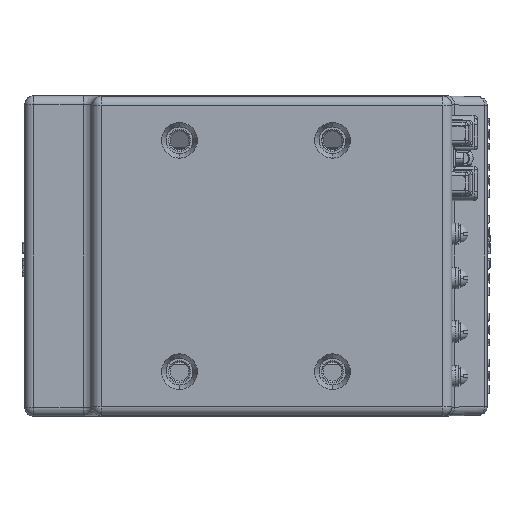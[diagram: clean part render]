
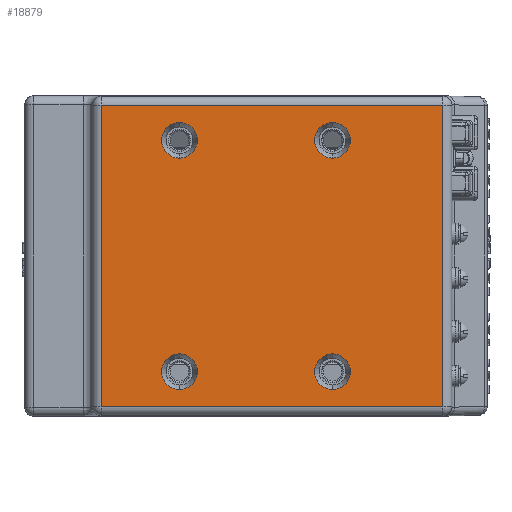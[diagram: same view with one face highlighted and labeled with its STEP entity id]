
A CAD part, front view. The second image highlights one B-rep face of the part: STEP entity #18879.
In plain terms, the highlighted planar face has unit normal (0, -1, 0).
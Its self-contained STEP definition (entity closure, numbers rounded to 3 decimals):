
#5262 = PLANE ( 'NONE',  #81833 ) ;
#5263 = CARTESIAN_POINT ( 'NONE',  ( 130., 0., -217.647 ) ) ;
#5267 = DIRECTION ( 'NONE',  ( 0., 1., 0. ) ) ;
#5268 = DIRECTION ( 'NONE',  ( 0., 0., 1. ) ) ;
#17400 = CIRCLE ( 'NONE', #21624, 10. ) ;
#17426 = CIRCLE ( 'NONE', #21628, 10. ) ;
#17510 = CIRCLE ( 'NONE', #21642, 10. ) ;
#17517 = CIRCLE ( 'NONE', #21640, 10. ) ;
#17646 = LINE ( 'NONE', #22621, #17652 ) ;
#17652 = VECTOR ( 'NONE', #22622, 1000. ) ;
#17664 = LINE ( 'NONE', #22615, #17671 ) ;
#17671 = VECTOR ( 'NONE', #22616, 1000. ) ;
#17737 = LINE ( 'NONE', #22690, #17743 ) ;
#17743 = VECTOR ( 'NONE', #22691, 1000. ) ;
#17761 = CIRCLE ( 'NONE', #21694, 10. ) ;
#17767 = LINE ( 'NONE', #22721, #17778 ) ;
#17776 = CIRCLE ( 'NONE', #21698, 10. ) ;
#17778 = VECTOR ( 'NONE', #22722, 1000. ) ;
#17780 = CIRCLE ( 'NONE', #21699, 10. ) ;
#17796 = CIRCLE ( 'NONE', #21700, 10. ) ;
#18879 = ADVANCED_FACE ( 'NONE', ( #101386, #101389, #101391, #101393, #101383 ), #5262, .F. ) ;
#21624 = AXIS2_PLACEMENT_3D ( 'NONE', #22239, #22240, #22241 ) ;
#21628 = AXIS2_PLACEMENT_3D ( 'NONE', #22260, #22261, #22262 ) ;
#21640 = AXIS2_PLACEMENT_3D ( 'NONE', #22351, #22352, #22353 ) ;
#21642 = AXIS2_PLACEMENT_3D ( 'NONE', #22339, #22346, #22347 ) ;
#21694 = AXIS2_PLACEMENT_3D ( 'NONE', #22692, #22699, #22700 ) ;
#21698 = AXIS2_PLACEMENT_3D ( 'NONE', #22704, #22711, #22712 ) ;
#21699 = AXIS2_PLACEMENT_3D ( 'NONE', #22707, #22714, #22715 ) ;
#21700 = AXIS2_PLACEMENT_3D ( 'NONE', #22713, #22725, #22726 ) ;
#22239 = CARTESIAN_POINT ( 'NONE',  ( -43., 0., 65. ) ) ;
#22240 = DIRECTION ( 'NONE',  ( 0., -1., 0. ) ) ;
#22241 = DIRECTION ( 'NONE',  ( 0., 0., -1. ) ) ;
#22260 = CARTESIAN_POINT ( 'NONE',  ( -43., 0., -65. ) ) ;
#22261 = DIRECTION ( 'NONE',  ( 0., -1., 0. ) ) ;
#22262 = DIRECTION ( 'NONE',  ( 0., 0., -1. ) ) ;
#22339 = CARTESIAN_POINT ( 'NONE',  ( 43., 0., 65. ) ) ;
#22346 = DIRECTION ( 'NONE',  ( 0., -1., 0. ) ) ;
#22347 = DIRECTION ( 'NONE',  ( 0., 0., -1. ) ) ;
#22351 = CARTESIAN_POINT ( 'NONE',  ( 43., 0., -65. ) ) ;
#22352 = DIRECTION ( 'NONE',  ( 0., -1., 0. ) ) ;
#22353 = DIRECTION ( 'NONE',  ( 0., 0., -1. ) ) ;
#22615 = CARTESIAN_POINT ( 'NONE',  ( 105., 0., -217.647 ) ) ;
#22616 = DIRECTION ( 'NONE',  ( 0., 0., 1. ) ) ;
#22621 = CARTESIAN_POINT ( 'NONE',  ( 130., 0., -84.736 ) ) ;
#22622 = DIRECTION ( 'NONE',  ( 1., 0., 0. ) ) ;
#22690 = CARTESIAN_POINT ( 'NONE',  ( -87., 0., -217.647 ) ) ;
#22691 = DIRECTION ( 'NONE',  ( 0., 0., -1. ) ) ;
#22692 = CARTESIAN_POINT ( 'NONE',  ( -43., 0., -65. ) ) ;
#22699 = DIRECTION ( 'NONE',  ( 0., -1., 0. ) ) ;
#22700 = DIRECTION ( 'NONE',  ( 0., 0., -1. ) ) ;
#22704 = CARTESIAN_POINT ( 'NONE',  ( -43., 0., 65. ) ) ;
#22707 = CARTESIAN_POINT ( 'NONE',  ( 43., 0., 65. ) ) ;
#22711 = DIRECTION ( 'NONE',  ( 0., -1., 0. ) ) ;
#22712 = DIRECTION ( 'NONE',  ( 0., 0., -1. ) ) ;
#22713 = CARTESIAN_POINT ( 'NONE',  ( 43., 0., -65. ) ) ;
#22714 = DIRECTION ( 'NONE',  ( 0., -1., 0. ) ) ;
#22715 = DIRECTION ( 'NONE',  ( 0., 0., -1. ) ) ;
#22721 = CARTESIAN_POINT ( 'NONE',  ( -92., 0., 84.736 ) ) ;
#22722 = DIRECTION ( 'NONE',  ( -1., 0., 0. ) ) ;
#22725 = DIRECTION ( 'NONE',  ( 0., -1., 0. ) ) ;
#22726 = DIRECTION ( 'NONE',  ( 0., 0., -1. ) ) ;
#23250 = CARTESIAN_POINT ( 'NONE',  ( 105., 0., -84.736 ) ) ;
#23253 = CARTESIAN_POINT ( 'NONE',  ( -87., 0., -84.736 ) ) ;
#23261 = CARTESIAN_POINT ( 'NONE',  ( -87., 0., 84.736 ) ) ;
#23280 = CARTESIAN_POINT ( 'NONE',  ( 43., 0., -55. ) ) ;
#23281 = CARTESIAN_POINT ( 'NONE',  ( 43., 0., -75. ) ) ;
#23288 = CARTESIAN_POINT ( 'NONE',  ( 43., 0., 75. ) ) ;
#23289 = CARTESIAN_POINT ( 'NONE',  ( 43., 0., 55. ) ) ;
#23292 = CARTESIAN_POINT ( 'NONE',  ( -43., 0., 75. ) ) ;
#23293 = CARTESIAN_POINT ( 'NONE',  ( -43., 0., 55. ) ) ;
#23300 = CARTESIAN_POINT ( 'NONE',  ( -43., 0., -55. ) ) ;
#23301 = CARTESIAN_POINT ( 'NONE',  ( -43., 0., -75. ) ) ;
#23476 = CARTESIAN_POINT ( 'NONE',  ( 105., 0., 84.736 ) ) ;
#58528 = EDGE_CURVE ( 'NONE', #63630, #63632, #17400, .T. ) ;
#58536 = EDGE_CURVE ( 'NONE', #63645, #63647, #17426, .T. ) ;
#58564 = EDGE_CURVE ( 'NONE', #63622, #63624, #17510, .T. ) ;
#58566 = EDGE_CURVE ( 'NONE', #63606, #63608, #17517, .T. ) ;
#58628 = EDGE_CURVE ( 'NONE', #63547, #63916, #17664, .T. ) ;
#58630 = EDGE_CURVE ( 'NONE', #63552, #63547, #17646, .T. ) ;
#58654 = EDGE_CURVE ( 'NONE', #63568, #63552, #17737, .T. ) ;
#58657 = EDGE_CURVE ( 'NONE', #63647, #63645, #17761, .T. ) ;
#58661 = EDGE_CURVE ( 'NONE', #63632, #63630, #17776, .T. ) ;
#58662 = EDGE_CURVE ( 'NONE', #63624, #63622, #17780, .T. ) ;
#58665 = EDGE_CURVE ( 'NONE', #63916, #63568, #17767, .T. ) ;
#58667 = EDGE_CURVE ( 'NONE', #63608, #63606, #17796, .T. ) ;
#61724 = EDGE_LOOP ( 'NONE', ( #70869, #70870 ) ) ;
#61730 = EDGE_LOOP ( 'NONE', ( #70875, #70876 ) ) ;
#61733 = EDGE_LOOP ( 'NONE', ( #70873, #70874 ) ) ;
#61736 = EDGE_LOOP ( 'NONE', ( #70871, #70872 ) ) ;
#61756 = EDGE_LOOP ( 'NONE', ( #70877, #70878, #70879, #70880 ) ) ;
#63547 = VERTEX_POINT ( 'NONE', #23250 ) ;
#63552 = VERTEX_POINT ( 'NONE', #23253 ) ;
#63568 = VERTEX_POINT ( 'NONE', #23261 ) ;
#63606 = VERTEX_POINT ( 'NONE', #23280 ) ;
#63608 = VERTEX_POINT ( 'NONE', #23281 ) ;
#63622 = VERTEX_POINT ( 'NONE', #23288 ) ;
#63624 = VERTEX_POINT ( 'NONE', #23289 ) ;
#63630 = VERTEX_POINT ( 'NONE', #23292 ) ;
#63632 = VERTEX_POINT ( 'NONE', #23293 ) ;
#63645 = VERTEX_POINT ( 'NONE', #23300 ) ;
#63647 = VERTEX_POINT ( 'NONE', #23301 ) ;
#63916 = VERTEX_POINT ( 'NONE', #23476 ) ;
#70869 = ORIENTED_EDGE ( 'NONE', *, *, #58667, .F. ) ;
#70870 = ORIENTED_EDGE ( 'NONE', *, *, #58566, .F. ) ;
#70871 = ORIENTED_EDGE ( 'NONE', *, *, #58662, .F. ) ;
#70872 = ORIENTED_EDGE ( 'NONE', *, *, #58564, .F. ) ;
#70873 = ORIENTED_EDGE ( 'NONE', *, *, #58661, .F. ) ;
#70874 = ORIENTED_EDGE ( 'NONE', *, *, #58528, .F. ) ;
#70875 = ORIENTED_EDGE ( 'NONE', *, *, #58657, .F. ) ;
#70876 = ORIENTED_EDGE ( 'NONE', *, *, #58536, .F. ) ;
#70877 = ORIENTED_EDGE ( 'NONE', *, *, #58665, .T. ) ;
#70878 = ORIENTED_EDGE ( 'NONE', *, *, #58654, .T. ) ;
#70879 = ORIENTED_EDGE ( 'NONE', *, *, #58630, .T. ) ;
#70880 = ORIENTED_EDGE ( 'NONE', *, *, #58628, .T. ) ;
#81833 = AXIS2_PLACEMENT_3D ( 'NONE', #5263, #5267, #5268 ) ;
#101383 = FACE_OUTER_BOUND ( 'NONE', #61756, .T. ) ;
#101386 = FACE_BOUND ( 'NONE', #61724, .T. ) ;
#101389 = FACE_BOUND ( 'NONE', #61736, .T. ) ;
#101391 = FACE_BOUND ( 'NONE', #61733, .T. ) ;
#101393 = FACE_BOUND ( 'NONE', #61730, .T. ) ;
